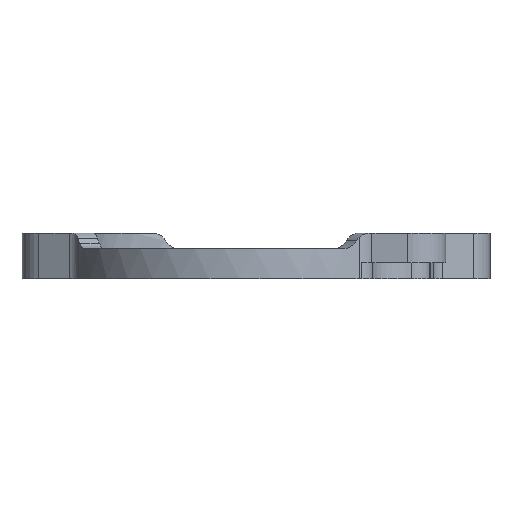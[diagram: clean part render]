
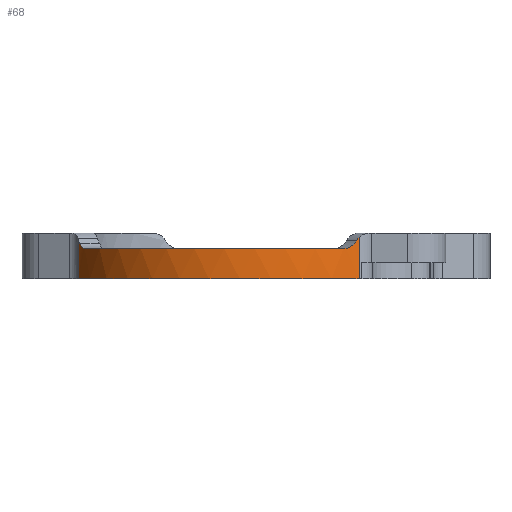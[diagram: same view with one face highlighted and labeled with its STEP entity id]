
A CAD part, front view. The second image highlights one B-rep face of the part: STEP entity #68.
In plain terms, the highlighted cylindrical face has radius 20.4 mm (diameter 40.8 mm), a partial arc.
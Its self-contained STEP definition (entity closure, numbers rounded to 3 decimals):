
#12 = CARTESIAN_POINT ( 'NONE',  ( -19.426, -6.228, 4.421 ) ) ;
#41 = CARTESIAN_POINT ( 'NONE',  ( 10.231, -17.649, 3.452 ) ) ;
#68 = ADVANCED_FACE ( 'NONE', ( #3151 ), #2843, .T. ) ;
#92 = EDGE_LOOP ( 'NONE', ( #3269, #3411, #2274, #640, #1875, #986, #1703, #1972, #2918 ) ) ;
#165 = CARTESIAN_POINT ( 'NONE',  ( -18.954, -7.545, 3.398 ) ) ;
#174 = CARTESIAN_POINT ( 'NONE',  ( 9.546, -18.028, 3.3 ) ) ;
#244 = LINE ( 'NONE', #1890, #3376 ) ;
#262 = EDGE_CURVE ( 'NONE', #2279, #1502, #516, .T. ) ;
#327 = CARTESIAN_POINT ( 'NONE',  ( -19.212, -6.86, 3.789 ) ) ;
#390 = B_SPLINE_CURVE_WITH_KNOTS ( 'NONE', 3,
 ( #1905, #582, #1671, #547, #2715, #41, #1652, #3548, #1381, #2190 ),
 .UNSPECIFIED., .F., .F.,
 ( 4, 2, 2, 2, 4 ),
 ( 0.001, 0.001, 0.002, 0.002, 0.003 ),
 .UNSPECIFIED. ) ;
#420 = CARTESIAN_POINT ( 'NONE',  ( -19.424, -6.235, 4.414 ) ) ;
#438 = CARTESIAN_POINT ( 'NONE',  ( -18.689, -8.178, 3.3 ) ) ;
#506 = EDGE_CURVE ( 'NONE', #1955, #1679, #2007, .T. ) ;
#511 = CARTESIAN_POINT ( 'NONE',  ( -19.427, -6.225, 4.425 ) ) ;
#516 = CIRCLE ( 'NONE', #3500, 20.4 ) ;
#547 = CARTESIAN_POINT ( 'NONE',  ( 10.589, -17.437, 3.689 ) ) ;
#582 = CARTESIAN_POINT ( 'NONE',  ( 10.886, -17.253, 4.02 ) ) ;
#614 = EDGE_CURVE ( 'NONE', #3482, #1240, #390, .T. ) ;
#627 = EDGE_CURVE ( 'NONE', #1645, #3482, #1851, .T. ) ;
#640 = ORIENTED_EDGE ( 'NONE', *, *, #2379, .T. ) ;
#851 = CARTESIAN_POINT ( 'NONE',  ( -19.424, -6.235, 4.414 ) ) ;
#863 = CARTESIAN_POINT ( 'NONE',  ( 10.963, -17.204, 4.15 ) ) ;
#878 = DIRECTION ( 'NONE',  ( -1., 0., 0. ) ) ;
#941 = VECTOR ( 'NONE', #1071, 1000. ) ;
#968 = VERTEX_POINT ( 'NONE', #2690 ) ;
#986 = ORIENTED_EDGE ( 'NONE', *, *, #506, .T. ) ;
#1014 = DIRECTION ( 'NONE',  ( 0., 0., -1. ) ) ;
#1042 = CARTESIAN_POINT ( 'NONE',  ( -19.049, -7.302, 3.497 ) ) ;
#1057 = CARTESIAN_POINT ( 'NONE',  ( 11.045, -17.151, 4.289 ) ) ;
#1071 = DIRECTION ( 'NONE',  ( 0., 0., -1. ) ) ;
#1240 = VERTEX_POINT ( 'NONE', #174 ) ;
#1308 = CARTESIAN_POINT ( 'NONE',  ( -18.799, -7.922, 3.312 ) ) ;
#1338 = LINE ( 'NONE', #3545, #941 ) ;
#1359 = CARTESIAN_POINT ( 'NONE',  ( 0., 0., 3.3 ) ) ;
#1381 = CARTESIAN_POINT ( 'NONE',  ( 9.689, -17.953, 3.3 ) ) ;
#1420 = CARTESIAN_POINT ( 'NONE',  ( -19.427, -6.225, 4.425 ) ) ;
#1502 = VERTEX_POINT ( 'NONE', #3352 ) ;
#1528 = CARTESIAN_POINT ( 'NONE',  ( -18.745, -8.049, 3.3 ) ) ;
#1551 = EDGE_CURVE ( 'NONE', #1679, #2174, #2802, .T. ) ;
#1645 = VERTEX_POINT ( 'NONE', #2880 ) ;
#1652 = CARTESIAN_POINT ( 'NONE',  ( 10.1, -17.725, 3.395 ) ) ;
#1671 = CARTESIAN_POINT ( 'NONE',  ( 10.795, -17.31, 3.9 ) ) ;
#1679 = VERTEX_POINT ( 'NONE', #420 ) ;
#1703 = ORIENTED_EDGE ( 'NONE', *, *, #1551, .T. ) ;
#1800 = CIRCLE ( 'NONE', #3187, 20.4 ) ;
#1838 = EDGE_CURVE ( 'NONE', #2279, #1645, #244, .T. ) ;
#1851 = B_SPLINE_CURVE_WITH_KNOTS ( 'NONE', 3,
 ( #3531, #2989, #1057, #863 ),
 .UNSPECIFIED., .F., .F.,
 ( 4, 4 ),
 ( 0., 0.001 ),
 .UNSPECIFIED. ) ;
#1875 = ORIENTED_EDGE ( 'NONE', *, *, #2823, .T. ) ;
#1890 = CARTESIAN_POINT ( 'NONE',  ( 11.249, -17.018, -18.79 ) ) ;
#1905 = CARTESIAN_POINT ( 'NONE',  ( 10.963, -17.204, 4.15 ) ) ;
#1929 = DIRECTION ( 'NONE',  ( 0., 0., -1. ) ) ;
#1942 = CARTESIAN_POINT ( 'NONE',  ( -19.246, -6.764, 3.886 ) ) ;
#1955 = VERTEX_POINT ( 'NONE', #1942 ) ;
#1972 = ORIENTED_EDGE ( 'NONE', *, *, #2717, .T. ) ;
#2007 =( BOUNDED_CURVE ( )  B_SPLINE_CURVE ( 3, ( #2354, #2391, #2411, #2069 ),
 .UNSPECIFIED., .F., .F. ) 
 B_SPLINE_CURVE_WITH_KNOTS ( ( 4, 4 ),
 ( 1.233, 1.26 ),
 .UNSPECIFIED. ) 
 CURVE ( )  GEOMETRIC_REPRESENTATION_ITEM ( )  RATIONAL_B_SPLINE_CURVE ( ( 1., 1., 1., 1. ) ) 
 REPRESENTATION_ITEM ( '' )  );
#2069 = CARTESIAN_POINT ( 'NONE',  ( -19.424, -6.235, 4.414 ) ) ;
#2156 = CARTESIAN_POINT ( 'NONE',  ( -19.246, -6.764, 3.886 ) ) ;
#2174 = VERTEX_POINT ( 'NONE', #511 ) ;
#2190 = CARTESIAN_POINT ( 'NONE',  ( 9.546, -18.028, 3.3 ) ) ;
#2224 = CARTESIAN_POINT ( 'NONE',  ( 11.249, -17.018, 0. ) ) ;
#2274 = ORIENTED_EDGE ( 'NONE', *, *, #614, .T. ) ;
#2279 = VERTEX_POINT ( 'NONE', #2224 ) ;
#2354 = CARTESIAN_POINT ( 'NONE',  ( -19.246, -6.764, 3.886 ) ) ;
#2376 = DIRECTION ( 'NONE',  ( 0., 0., 1. ) ) ;
#2379 = EDGE_CURVE ( 'NONE', #1240, #968, #1800, .T. ) ;
#2391 = CARTESIAN_POINT ( 'NONE',  ( -19.308, -6.588, 4.061 ) ) ;
#2411 = CARTESIAN_POINT ( 'NONE',  ( -19.367, -6.412, 4.237 ) ) ;
#2414 = CARTESIAN_POINT ( 'NONE',  ( -18.904, -7.67, 3.361 ) ) ;
#2460 = DIRECTION ( 'NONE',  ( 0., 0., -1. ) ) ;
#2570 = CARTESIAN_POINT ( 'NONE',  ( 0., 0., -18.79 ) ) ;
#2577 = AXIS2_PLACEMENT_3D ( 'NONE', #2570, #1929, #3031 ) ;
#2618 = DIRECTION ( 'NONE',  ( -1., 0., 0. ) ) ;
#2690 = CARTESIAN_POINT ( 'NONE',  ( -18.689, -8.178, 3.3 ) ) ;
#2715 = CARTESIAN_POINT ( 'NONE',  ( 10.476, -17.505, 3.599 ) ) ;
#2717 = EDGE_CURVE ( 'NONE', #2174, #1502, #1338, .T. ) ;
#2738 = CARTESIAN_POINT ( 'NONE',  ( -19.174, -6.965, 3.704 ) ) ;
#2802 = B_SPLINE_CURVE_WITH_KNOTS ( 'NONE', 3,
 ( #851, #3029, #12, #1420 ),
 .UNSPECIFIED., .F., .F.,
 ( 4, 4 ),
 ( 0., 0. ),
 .UNSPECIFIED. ) ;
#2823 = EDGE_CURVE ( 'NONE', #968, #1955, #3373, .T. ) ;
#2843 = CYLINDRICAL_SURFACE ( 'NONE', #2577, 20.4 ) ;
#2880 = CARTESIAN_POINT ( 'NONE',  ( 11.249, -17.018, 4.524 ) ) ;
#2918 = ORIENTED_EDGE ( 'NONE', *, *, #262, .F. ) ;
#2923 = CARTESIAN_POINT ( 'NONE',  ( 0., 0., 0. ) ) ;
#2989 = CARTESIAN_POINT ( 'NONE',  ( 11.141, -17.09, 4.414 ) ) ;
#3029 = CARTESIAN_POINT ( 'NONE',  ( -19.425, -6.232, 4.418 ) ) ;
#3031 = DIRECTION ( 'NONE',  ( -1., 0., 0. ) ) ;
#3151 = FACE_OUTER_BOUND ( 'NONE', #92, .T. ) ;
#3187 = AXIS2_PLACEMENT_3D ( 'NONE', #1359, #2460, #878 ) ;
#3244 = CARTESIAN_POINT ( 'NONE',  ( -19.093, -7.186, 3.558 ) ) ;
#3269 = ORIENTED_EDGE ( 'NONE', *, *, #1838, .T. ) ;
#3352 = CARTESIAN_POINT ( 'NONE',  ( -19.427, -6.225, 0. ) ) ;
#3361 = CARTESIAN_POINT ( 'NONE',  ( 10.963, -17.204, 4.15 ) ) ;
#3373 = B_SPLINE_CURVE_WITH_KNOTS ( 'NONE', 3,
 ( #438, #1528, #1308, #2414, #165, #1042, #3244, #2738, #327, #2156 ),
 .UNSPECIFIED., .F., .F.,
 ( 4, 2, 2, 2, 4 ),
 ( 0., 0., 0.001, 0.001, 0.002 ),
 .UNSPECIFIED. ) ;
#3376 = VECTOR ( 'NONE', #2376, 1000. ) ;
#3411 = ORIENTED_EDGE ( 'NONE', *, *, #627, .T. ) ;
#3482 = VERTEX_POINT ( 'NONE', #3361 ) ;
#3500 = AXIS2_PLACEMENT_3D ( 'NONE', #2923, #1014, #2618 ) ;
#3531 = CARTESIAN_POINT ( 'NONE',  ( 11.249, -17.018, 4.524 ) ) ;
#3545 = CARTESIAN_POINT ( 'NONE',  ( -19.427, -6.225, -18.79 ) ) ;
#3548 = CARTESIAN_POINT ( 'NONE',  ( 9.83, -17.876, 3.319 ) ) ;
